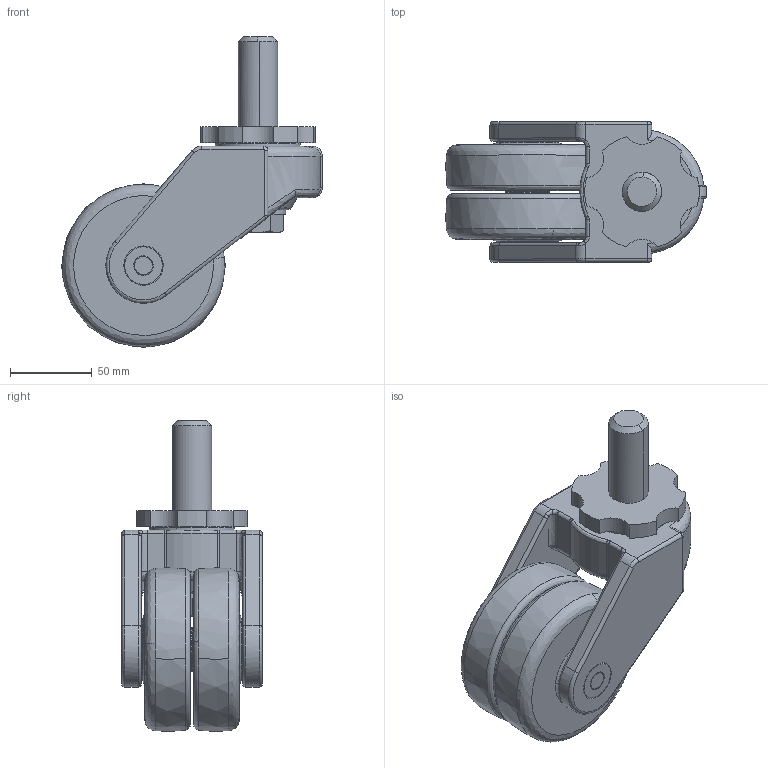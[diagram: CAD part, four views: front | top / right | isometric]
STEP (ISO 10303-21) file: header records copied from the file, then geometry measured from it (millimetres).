
FILE_DESCRIPTION((''),'2;1');
FILE_NAME('','2005-12-15T16:48:03',(''),(''),'','CADfix','');
FILE_SCHEMA(('AUTOMOTIVE_DESIGN'));
Length unit declared in the file: millimetre
Products named in the file (5): wheel; main shaft; body; axle; No_307X_N_24700_36
Assembly tree (4 placements, depth 2):
  No_307X_N_24700_36
    wheel
    main shaft
    body
    axle
Bounding box: 159.3 x 86 x 189.99 mm (x, y, z)
Volume: 791512.6 mm3; surface area: 116070.6 mm2
Topology: 4 solids, 4 shells, 232 faces, 677 edges, 471 vertices
Faces by surface type: bspline 232
Entity records: 9401 total; most frequent: CARTESIAN_POINT 5718, ORIENTED_EDGE 1354, EDGE_CURVE 677, VERTEX_POINT 471, EDGE_LOOP 258, FACE_OUTER_BOUND 232, ADVANCED_FACE 232, QUASI_UNIFORM_CURVE 183
